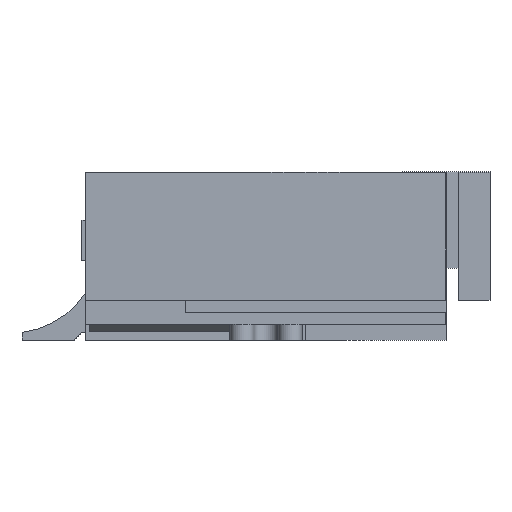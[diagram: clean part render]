
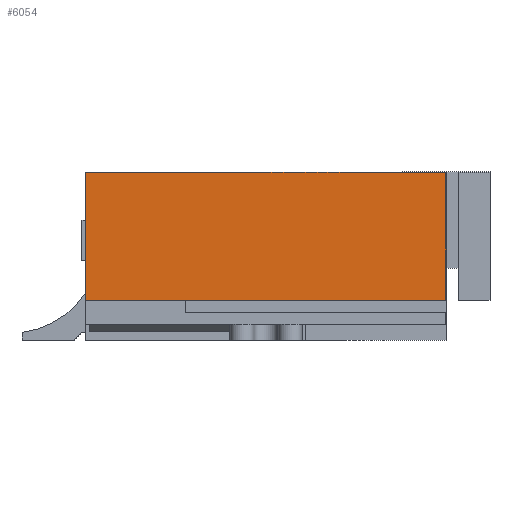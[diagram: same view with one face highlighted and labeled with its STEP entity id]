
A CAD part, left-side view. The second image highlights one B-rep face of the part: STEP entity #6054.
In plain terms, the highlighted planar face has unit normal (-1, 0, 0).
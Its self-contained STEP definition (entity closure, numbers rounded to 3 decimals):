
#6054=ADVANCED_FACE('',(#10660),#10662,.F.);
#10660=FACE_BOUND('',#10661,.T.);
#10661=EDGE_LOOP('',(#14531,#14532,#14533,#14534));
#10662=PLANE('',#10663);
#10663=AXIS2_PLACEMENT_3D('',#10664,#10665,#10666);
#10664=CARTESIAN_POINT('',(-2.4,0.,0.));
#10665=DIRECTION('',(1.,0.,0.));
#10666=DIRECTION('',(0.,1.,0.));
#14531=ORIENTED_EDGE('',*,*,#16467,.F.);
#14532=ORIENTED_EDGE('',*,*,#16464,.F.);
#14533=ORIENTED_EDGE('',*,*,#16461,.F.);
#14534=ORIENTED_EDGE('',*,*,#16457,.F.);
#16457=EDGE_CURVE('',#19628,#19629,#19630,.T.);
#16461=EDGE_CURVE('',#19629,#19636,#19637,.T.);
#16464=EDGE_CURVE('',#19636,#19641,#19642,.T.);
#16467=EDGE_CURVE('',#19641,#19628,#19646,.T.);
#19628=VERTEX_POINT('',#26783);
#19629=VERTEX_POINT('',#26784);
#19630=LINE('',#26785,#26786);
#19636=VERTEX_POINT('',#26799);
#19637=LINE('',#26800,#26801);
#19641=VERTEX_POINT('',#26810);
#19642=LINE('',#26811,#26812);
#19646=LINE('',#26821,#26822);
#26783=CARTESIAN_POINT('',(-2.4,-5.25,0.5));
#26784=CARTESIAN_POINT('',(-2.4,-0.75,0.5));
#26785=CARTESIAN_POINT('',(-2.4,-5.25,0.5));
#26786=VECTOR('',#26787,1.);
#26787=DIRECTION('',(0.,1.,0.));
#26799=CARTESIAN_POINT('',(-2.4,-0.75,2.1));
#26800=CARTESIAN_POINT('',(-2.4,-0.75,0.5));
#26801=VECTOR('',#26802,1.);
#26802=DIRECTION('',(0.,0.,1.));
#26810=CARTESIAN_POINT('',(-2.4,-5.25,2.1));
#26811=CARTESIAN_POINT('',(-2.4,-0.75,2.1));
#26812=VECTOR('',#26813,1.);
#26813=DIRECTION('',(0.,-1.,0.));
#26821=CARTESIAN_POINT('',(-2.4,-5.25,2.1));
#26822=VECTOR('',#26823,1.);
#26823=DIRECTION('',(0.,0.,-1.));
